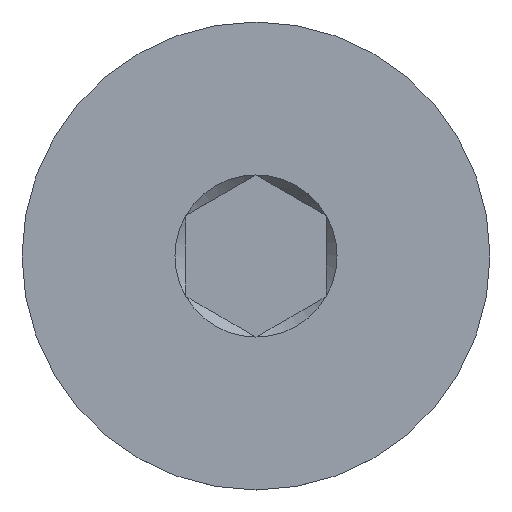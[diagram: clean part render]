
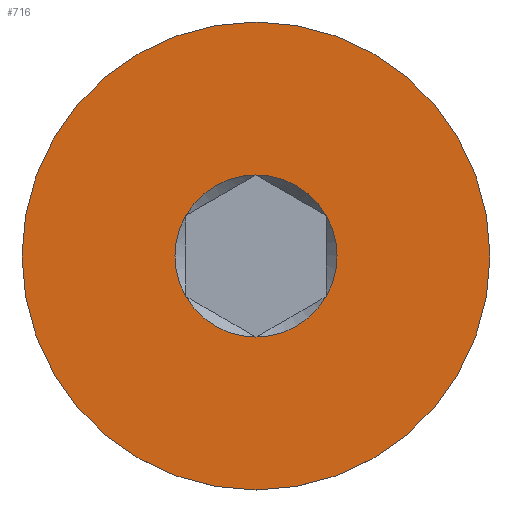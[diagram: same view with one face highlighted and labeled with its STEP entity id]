
A CAD part, top view. The second image highlights one B-rep face of the part: STEP entity #716.
In plain terms, the highlighted planar face has unit normal (0, 0, 1).
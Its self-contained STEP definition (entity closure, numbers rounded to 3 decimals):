
#17=FACE_BOUND('',#135,.T.);
#18=PLANE('',#791);
#91=FACE_OUTER_BOUND('',#134,.T.);
#134=EDGE_LOOP('',(#559,#560));
#135=EDGE_LOOP('',(#561,#562,#563,#564,#565,#566));
#159=CIRCLE('',#783,0.866);
#160=CIRCLE('',#785,2.5);
#161=CIRCLE('',#786,2.5);
#165=CIRCLE('',#792,0.866);
#166=CIRCLE('',#793,0.866);
#167=CIRCLE('',#794,0.866);
#168=CIRCLE('',#795,0.866);
#169=CIRCLE('',#796,0.866);
#317=VERTEX_POINT('',#3097);
#318=VERTEX_POINT('',#3098);
#319=VERTEX_POINT('',#3104);
#320=VERTEX_POINT('',#3105);
#326=VERTEX_POINT('',#3213);
#327=VERTEX_POINT('',#3215);
#328=VERTEX_POINT('',#3217);
#329=VERTEX_POINT('',#3219);
#410=EDGE_CURVE('',#317,#318,#159,.T.);
#411=EDGE_CURVE('',#319,#320,#160,.T.);
#412=EDGE_CURVE('',#320,#319,#161,.T.);
#421=EDGE_CURVE('',#318,#326,#165,.T.);
#422=EDGE_CURVE('',#326,#327,#166,.T.);
#423=EDGE_CURVE('',#327,#328,#167,.T.);
#424=EDGE_CURVE('',#328,#329,#168,.T.);
#425=EDGE_CURVE('',#329,#317,#169,.T.);
#559=ORIENTED_EDGE('',*,*,#411,.T.);
#560=ORIENTED_EDGE('',*,*,#412,.T.);
#561=ORIENTED_EDGE('',*,*,#421,.T.);
#562=ORIENTED_EDGE('',*,*,#422,.T.);
#563=ORIENTED_EDGE('',*,*,#423,.T.);
#564=ORIENTED_EDGE('',*,*,#424,.T.);
#565=ORIENTED_EDGE('',*,*,#425,.T.);
#566=ORIENTED_EDGE('',*,*,#410,.T.);
#716=ADVANCED_FACE('',(#91,#17),#18,.F.);
#783=AXIS2_PLACEMENT_3D('',#3102,#894,#895);
#785=AXIS2_PLACEMENT_3D('',#3106,#898,#899);
#786=AXIS2_PLACEMENT_3D('',#3107,#900,#901);
#791=AXIS2_PLACEMENT_3D('',#3212,#912,#913);
#792=AXIS2_PLACEMENT_3D('',#3214,#914,#915);
#793=AXIS2_PLACEMENT_3D('',#3216,#916,#917);
#794=AXIS2_PLACEMENT_3D('',#3218,#918,#919);
#795=AXIS2_PLACEMENT_3D('',#3220,#920,#921);
#796=AXIS2_PLACEMENT_3D('',#3221,#922,#923);
#894=DIRECTION('center_axis',(0.,0.,-1.));
#895=DIRECTION('ref_axis',(-1.,0.,0.));
#898=DIRECTION('center_axis',(0.,0.,1.));
#899=DIRECTION('ref_axis',(0.,-1.,0.));
#900=DIRECTION('center_axis',(0.,0.,1.));
#901=DIRECTION('ref_axis',(0.,-1.,0.));
#912=DIRECTION('center_axis',(0.,0.,-1.));
#913=DIRECTION('ref_axis',(0.,1.,0.));
#914=DIRECTION('center_axis',(0.,0.,-1.));
#915=DIRECTION('ref_axis',(-1.,0.,0.));
#916=DIRECTION('center_axis',(0.,0.,-1.));
#917=DIRECTION('ref_axis',(-1.,0.,0.));
#918=DIRECTION('center_axis',(0.,0.,-1.));
#919=DIRECTION('ref_axis',(-1.,0.,0.));
#920=DIRECTION('center_axis',(0.,0.,-1.));
#921=DIRECTION('ref_axis',(-1.,0.,0.));
#922=DIRECTION('center_axis',(0.,0.,-1.));
#923=DIRECTION('ref_axis',(-1.,0.,0.));
#3097=CARTESIAN_POINT('',(-0.75,-0.433,3.));
#3098=CARTESIAN_POINT('',(-0.75,0.433,3.));
#3102=CARTESIAN_POINT('Origin',(0.,0.,3.));
#3104=CARTESIAN_POINT('',(0.,-2.5,3.));
#3105=CARTESIAN_POINT('',(0.,2.5,3.));
#3106=CARTESIAN_POINT('Origin',(0.,0.,3.));
#3107=CARTESIAN_POINT('Origin',(0.,0.,3.));
#3212=CARTESIAN_POINT('Origin',(0.,0.,
3.));
#3213=CARTESIAN_POINT('',(0.,0.866,3.));
#3214=CARTESIAN_POINT('Origin',(0.,0.,3.));
#3215=CARTESIAN_POINT('',(0.75,0.433,3.));
#3216=CARTESIAN_POINT('Origin',(0.,0.,3.));
#3217=CARTESIAN_POINT('',(0.75,-0.433,3.));
#3218=CARTESIAN_POINT('Origin',(0.,0.,3.));
#3219=CARTESIAN_POINT('',(0.,-0.866,3.));
#3220=CARTESIAN_POINT('Origin',(0.,0.,3.));
#3221=CARTESIAN_POINT('Origin',(0.,0.,3.));
